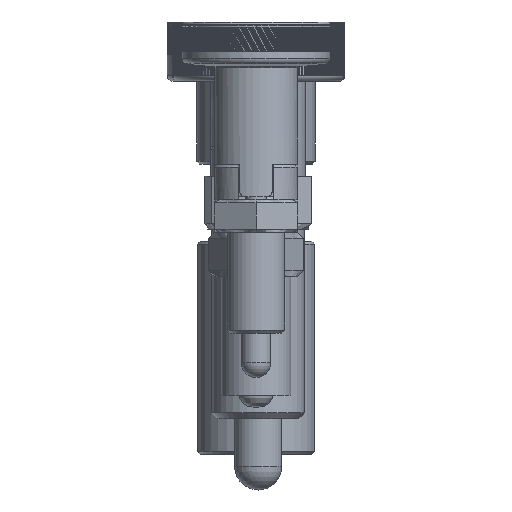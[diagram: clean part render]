
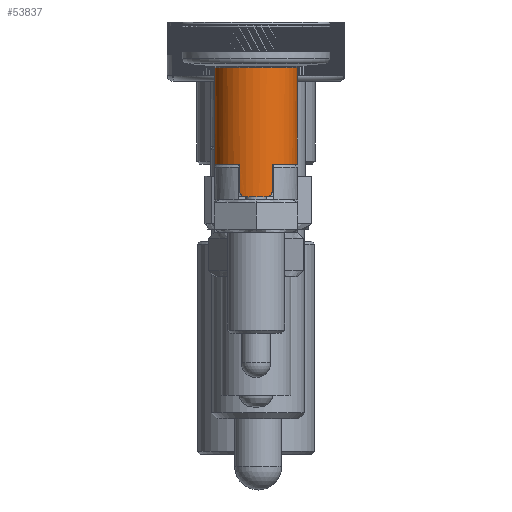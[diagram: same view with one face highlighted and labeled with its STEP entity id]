
A CAD part, left-side view. The second image highlights one B-rep face of the part: STEP entity #53837.
In plain terms, the highlighted cylindrical face has radius 7 mm (diameter 14 mm), a full revolution.
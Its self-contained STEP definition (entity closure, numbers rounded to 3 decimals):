
#922=LINE('',#88165,#3536);
#923=LINE('',#88169,#3537);
#924=LINE('',#88195,#3538);
#925=LINE('',#88199,#3539);
#3536=VECTOR('',#65486,4.5);
#3537=VECTOR('',#65489,4.5);
#3538=VECTOR('',#65492,4.5);
#3539=VECTOR('',#65495,4.5);
#8702=B_SPLINE_CURVE_WITH_KNOTS('',3,(#88154,#88155,#88156,#88157,#88158,
#88159,#88160,#88161,#88162,#88163),.UNSPECIFIED.,.F.,.F.,(4,2,2,2,4),(0.614,
0.652,0.689,0.729,0.769),
 .UNSPECIFIED.);
#8703=B_SPLINE_CURVE_WITH_KNOTS('',3,(#88171,#88172,#88173,#88174,#88175,
#88176,#88177,#88178,#88179,#88180),.UNSPECIFIED.,.F.,.F.,(4,2,2,2,4),(0.459,
0.499,0.538,0.576,0.614),
 .UNSPECIFIED.);
#8704=B_SPLINE_CURVE_WITH_KNOTS('',3,(#88184,#88185,#88186,#88187,#88188,
#88189,#88190,#88191,#88192,#88193),.UNSPECIFIED.,.F.,.F.,(4,2,2,2,4),(0.614,
0.652,0.689,0.729,0.769),
 .UNSPECIFIED.);
#8705=B_SPLINE_CURVE_WITH_KNOTS('',3,(#88201,#88202,#88203,#88204,#88205,
#88206,#88207,#88208,#88209,#88210),.UNSPECIFIED.,.F.,.F.,(4,2,2,2,4),(0.459,
0.499,0.538,0.576,0.614),
 .UNSPECIFIED.);
#10843=CYLINDRICAL_SURFACE('',#57884,7.);
#11506=FACE_BOUND('',#16017,.T.);
#12577=FACE_OUTER_BOUND('',#16016,.T.);
#16016=EDGE_LOOP('',(#40482,#40483,#40484,#40485,#40486,#40487,#40488,#40489,
#40490,#40491,#40492,#40493));
#16017=EDGE_LOOP('',(#40494));
#19511=CIRCLE('',#57880,7.);
#19514=CIRCLE('',#57885,7.);
#19515=CIRCLE('',#57886,7.);
#19516=CIRCLE('',#57887,7.);
#19517=CIRCLE('',#57888,7.);
#23239=VERTEX_POINT('',#88144);
#23242=VERTEX_POINT('',#88152);
#23243=VERTEX_POINT('',#88153);
#23244=VERTEX_POINT('',#88164);
#23245=VERTEX_POINT('',#88166);
#23246=VERTEX_POINT('',#88168);
#23247=VERTEX_POINT('',#88170);
#23248=VERTEX_POINT('',#88181);
#23249=VERTEX_POINT('',#88183);
#23250=VERTEX_POINT('',#88194);
#23251=VERTEX_POINT('',#88196);
#23252=VERTEX_POINT('',#88198);
#23253=VERTEX_POINT('',#88200);
#29379=EDGE_CURVE('',#23239,#23239,#19511,.T.);
#29382=EDGE_CURVE('',#23242,#23243,#8702,.T.);
#29383=EDGE_CURVE('',#23242,#23244,#922,.T.);
#29384=EDGE_CURVE('',#23245,#23244,#19514,.T.);
#29385=EDGE_CURVE('',#23246,#23245,#923,.T.);
#29386=EDGE_CURVE('',#23247,#23246,#8703,.T.);
#29387=EDGE_CURVE('',#23247,#23248,#19515,.T.);
#29388=EDGE_CURVE('',#23249,#23248,#8704,.T.);
#29389=EDGE_CURVE('',#23249,#23250,#924,.T.);
#29390=EDGE_CURVE('',#23251,#23250,#19516,.T.);
#29391=EDGE_CURVE('',#23252,#23251,#925,.T.);
#29392=EDGE_CURVE('',#23253,#23252,#8705,.T.);
#29393=EDGE_CURVE('',#23253,#23243,#19517,.T.);
#40482=ORIENTED_EDGE('',*,*,#29382,.F.);
#40483=ORIENTED_EDGE('',*,*,#29383,.T.);
#40484=ORIENTED_EDGE('',*,*,#29384,.F.);
#40485=ORIENTED_EDGE('',*,*,#29385,.F.);
#40486=ORIENTED_EDGE('',*,*,#29386,.F.);
#40487=ORIENTED_EDGE('',*,*,#29387,.T.);
#40488=ORIENTED_EDGE('',*,*,#29388,.F.);
#40489=ORIENTED_EDGE('',*,*,#29389,.T.);
#40490=ORIENTED_EDGE('',*,*,#29390,.F.);
#40491=ORIENTED_EDGE('',*,*,#29391,.F.);
#40492=ORIENTED_EDGE('',*,*,#29392,.F.);
#40493=ORIENTED_EDGE('',*,*,#29393,.T.);
#40494=ORIENTED_EDGE('',*,*,#29379,.F.);
#53837=ADVANCED_FACE('',(#12577,#11506),#10843,.T.);
#57880=AXIS2_PLACEMENT_3D('',#88145,#65476,#65477);
#57884=AXIS2_PLACEMENT_3D('',#88151,#65484,#65485);
#57885=AXIS2_PLACEMENT_3D('',#88167,#65487,#65488);
#57886=AXIS2_PLACEMENT_3D('',#88182,#65490,#65491);
#57887=AXIS2_PLACEMENT_3D('',#88197,#65493,#65494);
#57888=AXIS2_PLACEMENT_3D('',#88211,#65496,#65497);
#65476=DIRECTION('center_axis',(0.,0.,-1.));
#65477=DIRECTION('ref_axis',(-1.,0.,0.));
#65484=DIRECTION('center_axis',(0.,0.,1.));
#65485=DIRECTION('ref_axis',(-1.,0.,0.));
#65486=DIRECTION('',(0.,0.,-1.));
#65487=DIRECTION('center_axis',(0.,0.,1.));
#65488=DIRECTION('ref_axis',(-1.,0.,0.));
#65489=DIRECTION('',(0.,0.,-1.));
#65490=DIRECTION('center_axis',(0.,0.,-1.));
#65491=DIRECTION('ref_axis',(-1.,0.,0.));
#65492=DIRECTION('',(0.,0.,-1.));
#65493=DIRECTION('center_axis',(0.,0.,1.));
#65494=DIRECTION('ref_axis',(-1.,0.,0.));
#65495=DIRECTION('',(0.,0.,-1.));
#65496=DIRECTION('center_axis',(0.,0.,-1.));
#65497=DIRECTION('ref_axis',(-1.,0.,0.));
#88144=CARTESIAN_POINT('',(7.,0.,7.683));
#88145=CARTESIAN_POINT('Origin',(0.,0.,7.683));
#88151=CARTESIAN_POINT('Origin',(0.,0.,7.5));
#88152=CARTESIAN_POINT('',(6.437,-2.75,28.5));
#88153=CARTESIAN_POINT('',(6.778,-1.75,29.5));
#88154=CARTESIAN_POINT('Ctrl Pts',(6.437,-2.75,28.5));
#88155=CARTESIAN_POINT('Ctrl Pts',(6.437,-2.75,28.626));
#88156=CARTESIAN_POINT('Ctrl Pts',(6.448,-2.725,28.759));
#88157=CARTESIAN_POINT('Ctrl Pts',(6.49,-2.624,29.003));
#88158=CARTESIAN_POINT('Ctrl Pts',(6.52,-2.549,29.113));
#88159=CARTESIAN_POINT('Ctrl Pts',(6.586,-2.375,29.291));
#88160=CARTESIAN_POINT('Ctrl Pts',(6.626,-2.262,29.37));
#88161=CARTESIAN_POINT('Ctrl Pts',(6.705,-2.013,29.474));
#88162=CARTESIAN_POINT('Ctrl Pts',(6.745,-1.878,29.5));
#88163=CARTESIAN_POINT('Ctrl Pts',(6.778,-1.75,29.5));
#88164=CARTESIAN_POINT('',(6.437,-2.75,24.));
#88165=CARTESIAN_POINT('',(6.437,-2.75,29.5));
#88166=CARTESIAN_POINT('',(-6.437,-2.75,24.));
#88167=CARTESIAN_POINT('Origin',(0.,0.,24.));
#88168=CARTESIAN_POINT('',(-6.437,-2.75,28.5));
#88169=CARTESIAN_POINT('',(-6.437,-2.75,29.5));
#88170=CARTESIAN_POINT('',(-6.778,-1.75,29.5));
#88171=CARTESIAN_POINT('Ctrl Pts',(-6.778,-1.75,29.5));
#88172=CARTESIAN_POINT('Ctrl Pts',(-6.745,-1.878,
29.5));
#88173=CARTESIAN_POINT('Ctrl Pts',(-6.705,-2.013,29.474));
#88174=CARTESIAN_POINT('Ctrl Pts',(-6.626,-2.262,
29.37));
#88175=CARTESIAN_POINT('Ctrl Pts',(-6.586,-2.375,
29.291));
#88176=CARTESIAN_POINT('Ctrl Pts',(-6.52,-2.549,
29.113));
#88177=CARTESIAN_POINT('Ctrl Pts',(-6.49,-2.624,
29.003));
#88178=CARTESIAN_POINT('Ctrl Pts',(-6.448,-2.725,
28.759));
#88179=CARTESIAN_POINT('Ctrl Pts',(-6.437,-2.75,28.626));
#88180=CARTESIAN_POINT('Ctrl Pts',(-6.437,-2.75,28.5));
#88181=CARTESIAN_POINT('',(-6.778,1.75,29.5));
#88182=CARTESIAN_POINT('Origin',(0.,0.,29.5));
#88183=CARTESIAN_POINT('',(-6.437,2.75,28.5));
#88184=CARTESIAN_POINT('Ctrl Pts',(-6.437,2.75,28.5));
#88185=CARTESIAN_POINT('Ctrl Pts',(-6.437,2.75,28.626));
#88186=CARTESIAN_POINT('Ctrl Pts',(-6.448,2.725,28.759));
#88187=CARTESIAN_POINT('Ctrl Pts',(-6.49,2.624,29.003));
#88188=CARTESIAN_POINT('Ctrl Pts',(-6.52,2.549,29.113));
#88189=CARTESIAN_POINT('Ctrl Pts',(-6.586,2.375,29.291));
#88190=CARTESIAN_POINT('Ctrl Pts',(-6.626,2.262,29.37));
#88191=CARTESIAN_POINT('Ctrl Pts',(-6.705,2.013,29.474));
#88192=CARTESIAN_POINT('Ctrl Pts',(-6.745,1.878,29.5));
#88193=CARTESIAN_POINT('Ctrl Pts',(-6.778,1.75,29.5));
#88194=CARTESIAN_POINT('',(-6.437,2.75,24.));
#88195=CARTESIAN_POINT('',(-6.437,2.75,29.5));
#88196=CARTESIAN_POINT('',(6.437,2.75,24.));
#88197=CARTESIAN_POINT('Origin',(0.,0.,24.));
#88198=CARTESIAN_POINT('',(6.437,2.75,28.5));
#88199=CARTESIAN_POINT('',(6.437,2.75,29.5));
#88200=CARTESIAN_POINT('',(6.778,1.75,29.5));
#88201=CARTESIAN_POINT('Ctrl Pts',(6.778,1.75,29.5));
#88202=CARTESIAN_POINT('Ctrl Pts',(6.745,1.878,29.5));
#88203=CARTESIAN_POINT('Ctrl Pts',(6.705,2.013,29.474));
#88204=CARTESIAN_POINT('Ctrl Pts',(6.626,2.262,29.37));
#88205=CARTESIAN_POINT('Ctrl Pts',(6.586,2.375,29.291));
#88206=CARTESIAN_POINT('Ctrl Pts',(6.52,2.549,29.113));
#88207=CARTESIAN_POINT('Ctrl Pts',(6.49,2.624,29.003));
#88208=CARTESIAN_POINT('Ctrl Pts',(6.448,2.725,28.759));
#88209=CARTESIAN_POINT('Ctrl Pts',(6.437,2.75,28.626));
#88210=CARTESIAN_POINT('Ctrl Pts',(6.437,2.75,28.5));
#88211=CARTESIAN_POINT('Origin',(0.,0.,29.5));
